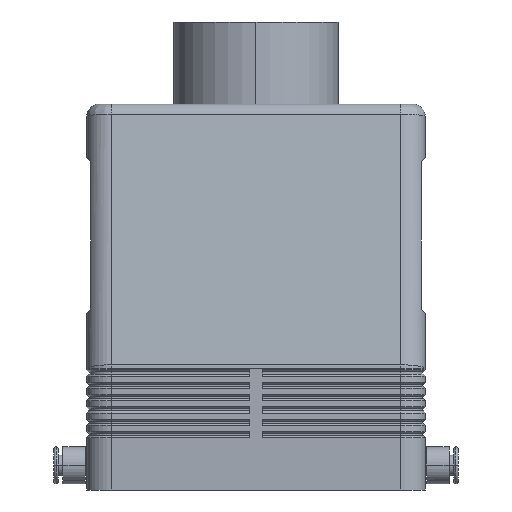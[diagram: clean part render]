
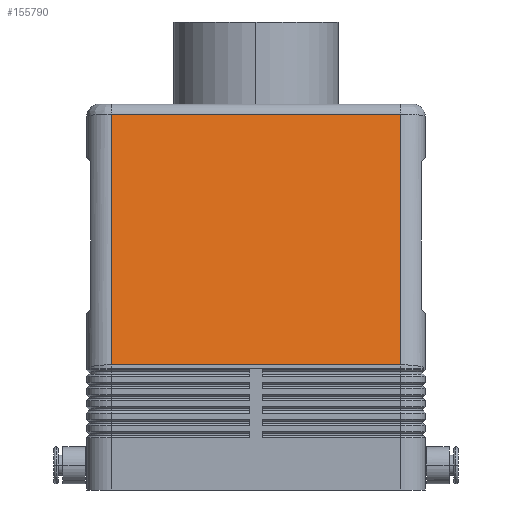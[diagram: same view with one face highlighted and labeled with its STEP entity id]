
A CAD part, left-side view. The second image highlights one B-rep face of the part: STEP entity #155790.
In plain terms, the highlighted planar face has unit normal (-0.986, 0, 0.166).
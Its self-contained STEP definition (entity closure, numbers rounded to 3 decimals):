
#5370=CARTESIAN_POINT('',(-46.667,35.25,30.493));
#5380=VERTEX_POINT('',#5370);
#5410=CARTESIAN_POINT('',(-46.667,-35.25,30.493));
#5420=DIRECTION('',(0.,1.,0.));
#5430=VECTOR('',#5420,1.);
#5440=LINE('',#5410,#5430);
#5450=CARTESIAN_POINT('',(-46.667,-35.25,30.493));
#5460=VERTEX_POINT('',#5450);
#5470=EDGE_CURVE('',#5460,#5380,#5440,.T.);
#5770=CARTESIAN_POINT('',(-36.42,35.25,91.497));
#5780=VERTEX_POINT('',#5770);
#5810=CARTESIAN_POINT('',(-46.667,35.25,30.493));
#5820=DIRECTION('',(0.166,0.,0.986));
#5830=VECTOR('',#5820,1.);
#5840=LINE('',#5810,#5830);
#5850=EDGE_CURVE('',#5380,#5780,#5840,.T.);
#8330=CARTESIAN_POINT('',(-36.42,35.25,91.497));
#8340=DIRECTION('',(0.,-1.,0.));
#8350=VECTOR('',#8340,1.);
#8360=LINE('',#8330,#8350);
#8370=CARTESIAN_POINT('',(-36.42,-35.25,91.497));
#8380=VERTEX_POINT('',#8370);
#8390=EDGE_CURVE('',#5780,#8380,#8360,.T.);
#41610=CARTESIAN_POINT('',(-36.42,-35.25,91.497));
#41620=DIRECTION('',(-0.166,0.,-0.986));
#41630=VECTOR('',#41620,1.);
#41640=LINE('',#41610,#41630);
#41650=EDGE_CURVE('',#8380,#5460,#41640,.T.);
#155680=CARTESIAN_POINT('',(-47.692,-42.3,24.393));
#155690=DIRECTION('',(-0.986,0.,0.166));
#155700=DIRECTION('',(0.166,0.,0.986));
#155710=AXIS2_PLACEMENT_3D('',#155680,#155690,#155700);
#155720=PLANE('',#155710);
#155730=ORIENTED_EDGE('',*,*,#41650,.F.);
#155740=ORIENTED_EDGE('',*,*,#5470,.F.);
#155750=ORIENTED_EDGE('',*,*,#5850,.F.);
#155760=ORIENTED_EDGE('',*,*,#8390,.F.);
#155770=EDGE_LOOP('',(#155760,#155750,#155740,#155730));
#155780=FACE_OUTER_BOUND('',#155770,.T.);
#155790=ADVANCED_FACE('',(#155780),#155720,.T.);
